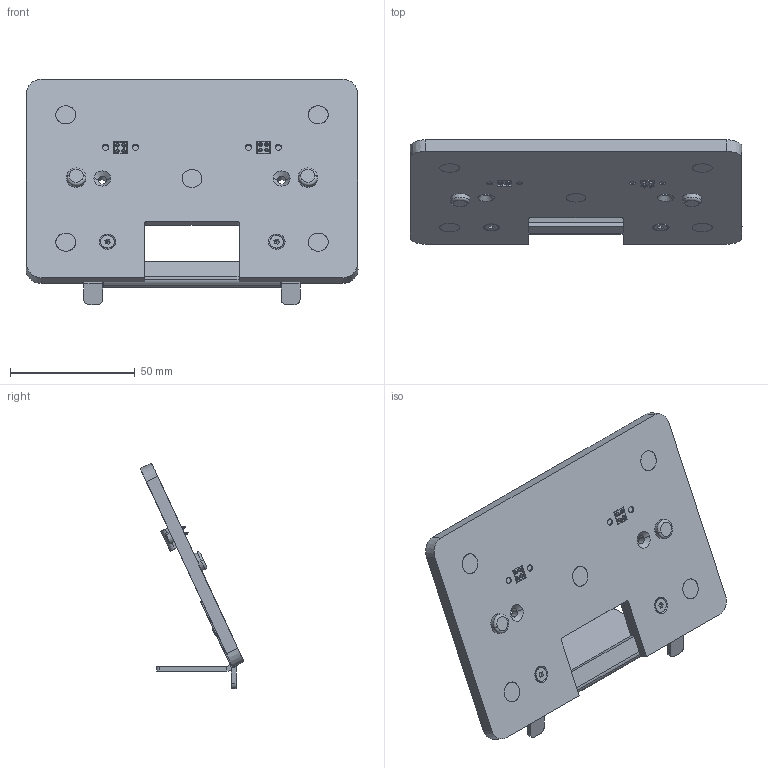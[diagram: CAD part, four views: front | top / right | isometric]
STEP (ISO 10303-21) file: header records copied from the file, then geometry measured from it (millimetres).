
FILE_DESCRIPTION (( 'STEP AP214' ), '1' );
FILE_NAME ('吸附板带支架组装图.STEP', '2024-01-25T08:50:17', ( 'Windows User' ), ( 'P R C' ), 'SwSTEP 2.0', 'SolidWorks 2023', '' );
FILE_SCHEMA (( 'AUTOMOTIVE_DESIGN' ));
Length unit declared in the file: millimetre
Products named in the file (9): 复件 零件6^复件 装配体4_吸附板带支架组装图; m3X6平头螺丝.step; 黑色圆杯头螺丝M2.5X4.step; 钣金支架.step; 磁铁 8x3; 吸附板带支架组装图; 探针; 吸附板单独; 复件 装配体4^吸附板带支架组装图
Assembly tree (17 placements, depth 3):
  吸附板带支架组装图
    复件 装配体4^吸附板带支架组装图
      复件 零件6^复件 装配体4_吸附板带支架组装图
      探针  x2
      吸附板单独
      磁铁 8x3  x5
      黑色圆杯头螺丝M2.5X4.step  x4
    钣金支架.step
    m3X6平头螺丝.step  x2
Bounding box: 133.31 x 41.74 x 90.41 mm (x, y, z)
Volume: 35111.8 mm3; surface area: 45421.8 mm2
Topology: 16 solids, 16 shells, 929 faces, 2388 edges, 1538 vertices
Faces by surface type: plane 599, cylinder 162, cone 120, torus 32, sphere 16
Entity records: 23736 total; most frequent: CARTESIAN_POINT 4448, ORIENTED_EDGE 3964, DIRECTION 3910, EDGE_CURVE 1982, VECTOR 1372, LINE 1372, VERTEX_POINT 1298, AXIS2_PLACEMENT_3D 1269
